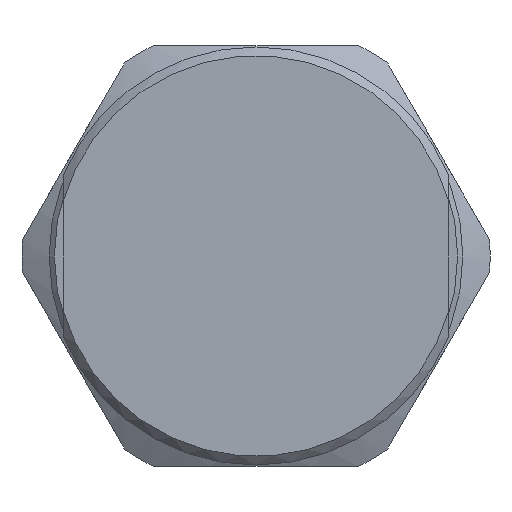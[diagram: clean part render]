
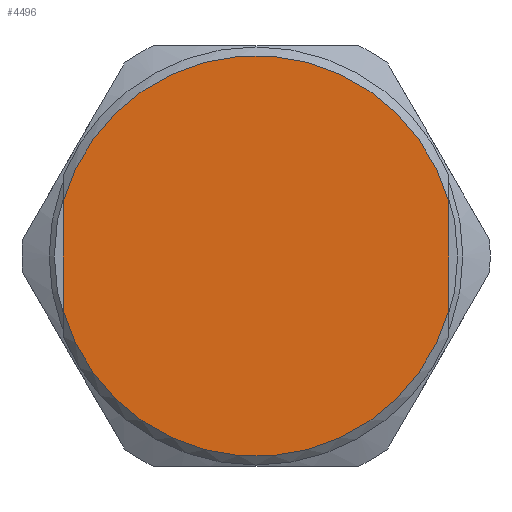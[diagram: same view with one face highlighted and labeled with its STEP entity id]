
A CAD part, left-side view. The second image highlights one B-rep face of the part: STEP entity #4496.
In plain terms, the highlighted planar face has unit normal (-1, 0, 0).
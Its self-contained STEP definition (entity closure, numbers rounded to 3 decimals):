
#127 = DIRECTION ( 'NONE',  ( 0., -1., 0. ) ) ;
#477 = VECTOR ( 'NONE', #2448, 1000. ) ;
#1101 = CARTESIAN_POINT ( 'NONE',  ( -5., 0., 0. ) ) ;
#1142 = VECTOR ( 'NONE', #5488, 1000. ) ;
#1486 = VERTEX_POINT ( 'NONE', #3880 ) ;
#1622 = PLANE ( 'NONE',  #2691 ) ;
#1630 = ORIENTED_EDGE ( 'NONE', *, *, #2993, .F. ) ;
#1713 = LINE ( 'NONE', #4852, #477 ) ;
#1933 = DIRECTION ( 'NONE',  ( 0., -1., 0. ) ) ;
#2178 = VERTEX_POINT ( 'NONE', #4603 ) ;
#2261 = VERTEX_POINT ( 'NONE', #5078 ) ;
#2448 = DIRECTION ( 'NONE',  ( 0., 0., 1. ) ) ;
#2598 = EDGE_CURVE ( 'NONE', #2261, #1486, #3005, .T. ) ;
#2623 = EDGE_CURVE ( 'NONE', #2178, #4819, #5093, .T. ) ;
#2647 = AXIS2_PLACEMENT_3D ( 'NONE', #1101, #3381, #1933 ) ;
#2691 = AXIS2_PLACEMENT_3D ( 'NONE', #4931, #3472, #5397 ) ;
#2993 = EDGE_CURVE ( 'NONE', #2178, #1486, #1713, .T. ) ;
#3005 = CIRCLE ( 'NONE', #4243, 11.425 ) ;
#3118 = EDGE_CURVE ( 'NONE', #2261, #4819, #4453, .T. ) ;
#3381 = DIRECTION ( 'NONE',  ( -1., 0., 0. ) ) ;
#3472 = DIRECTION ( 'NONE',  ( -1., 0., 0. ) ) ;
#3880 = CARTESIAN_POINT ( 'NONE',  ( -5., 11., 3.087 ) ) ;
#4053 = ORIENTED_EDGE ( 'NONE', *, *, #3118, .F. ) ;
#4243 = AXIS2_PLACEMENT_3D ( 'NONE', #4388, #4836, #127 ) ;
#4388 = CARTESIAN_POINT ( 'NONE',  ( -5., 0., 0. ) ) ;
#4453 = LINE ( 'NONE', #6000, #1142 ) ;
#4496 = ADVANCED_FACE ( 'NONE', ( #4896 ), #1622, .T. ) ;
#4603 = CARTESIAN_POINT ( 'NONE',  ( -5., 11., -3.087 ) ) ;
#4819 = VERTEX_POINT ( 'NONE', #6116 ) ;
#4836 = DIRECTION ( 'NONE',  ( -1., 0., 0. ) ) ;
#4852 = CARTESIAN_POINT ( 'NONE',  ( -5., 11., 13.632 ) ) ;
#4896 = FACE_OUTER_BOUND ( 'NONE', #5426, .T. ) ;
#4931 = CARTESIAN_POINT ( 'NONE',  ( -5., 0., 0. ) ) ;
#5016 = ORIENTED_EDGE ( 'NONE', *, *, #2623, .T. ) ;
#5078 = CARTESIAN_POINT ( 'NONE',  ( -5., -11., 3.087 ) ) ;
#5093 = CIRCLE ( 'NONE', #2647, 11.425 ) ;
#5239 = ORIENTED_EDGE ( 'NONE', *, *, #2598, .T. ) ;
#5397 = DIRECTION ( 'NONE',  ( 0., -1., 0. ) ) ;
#5426 = EDGE_LOOP ( 'NONE', ( #1630, #5016, #4053, #5239 ) ) ;
#5488 = DIRECTION ( 'NONE',  ( 0., 0., -1. ) ) ;
#6000 = CARTESIAN_POINT ( 'NONE',  ( -5., -11., 8.53 ) ) ;
#6116 = CARTESIAN_POINT ( 'NONE',  ( -5., -11., -3.087 ) ) ;
